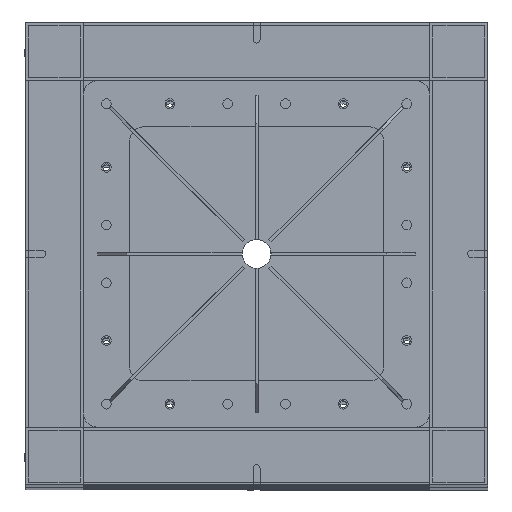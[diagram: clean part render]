
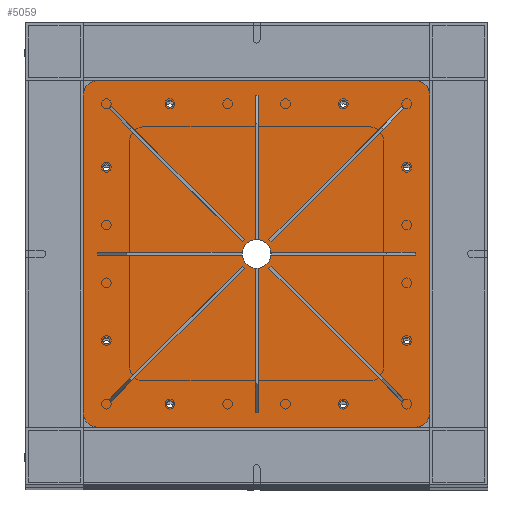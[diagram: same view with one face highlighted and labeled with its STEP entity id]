
A CAD part, top view. The second image highlights one B-rep face of the part: STEP entity #5059.
In plain terms, the highlighted face is planar.
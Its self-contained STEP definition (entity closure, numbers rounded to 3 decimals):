
#4301=CARTESIAN_POINT('Vertex',(69.469,294.248,-20.)) ;
#4315=CARTESIAN_POINT('Vertex',(90.531,305.754,-20.)) ;
#4318=CARTESIAN_POINT('Axis2P3D Location',(80.,300.001,-20.)) ;
#4335=CARTESIAN_POINT('Axis2P3D Location',(80.,300.001,-20.)) ;
#4358=CARTESIAN_POINT('Vertex',(69.469,894.248,-20.)) ;
#4372=CARTESIAN_POINT('Vertex',(90.531,905.754,-20.)) ;
#4375=CARTESIAN_POINT('Axis2P3D Location',(80.,900.001,-20.)) ;
#4392=CARTESIAN_POINT('Axis2P3D Location',(80.,900.001,-20.)) ;
#4415=CARTESIAN_POINT('Vertex',(305.752,69.469,-20.)) ;
#4429=CARTESIAN_POINT('Vertex',(294.246,90.531,-20.)) ;
#4432=CARTESIAN_POINT('Axis2P3D Location',(299.999,80.,-20.)) ;
#4449=CARTESIAN_POINT('Axis2P3D Location',(299.999,80.,-20.)) ;
#4472=CARTESIAN_POINT('Vertex',(905.752,69.469,-20.)) ;
#4486=CARTESIAN_POINT('Vertex',(894.246,90.531,-20.)) ;
#4489=CARTESIAN_POINT('Axis2P3D Location',(899.999,80.,-20.)) ;
#4506=CARTESIAN_POINT('Axis2P3D Location',(899.999,80.,-20.)) ;
#4529=CARTESIAN_POINT('Vertex',(1130.531,305.752,-20.)) ;
#4543=CARTESIAN_POINT('Vertex',(1109.469,294.246,-20.)) ;
#4546=CARTESIAN_POINT('Axis2P3D Location',(1120.,299.999,-20.)) ;
#4563=CARTESIAN_POINT('Axis2P3D Location',(1120.,299.999,-20.)) ;
#4586=CARTESIAN_POINT('Vertex',(1130.531,905.752,-20.)) ;
#4600=CARTESIAN_POINT('Vertex',(1109.469,894.246,-20.)) ;
#4603=CARTESIAN_POINT('Axis2P3D Location',(1120.,899.999,-20.)) ;
#4620=CARTESIAN_POINT('Axis2P3D Location',(1120.,899.999,-20.)) ;
#4643=CARTESIAN_POINT('Vertex',(894.248,1130.531,-20.)) ;
#4657=CARTESIAN_POINT('Vertex',(905.754,1109.469,-20.)) ;
#4660=CARTESIAN_POINT('Axis2P3D Location',(900.001,1120.,-20.)) ;
#4677=CARTESIAN_POINT('Axis2P3D Location',(900.001,1120.,-20.)) ;
#4700=CARTESIAN_POINT('Vertex',(294.248,1130.531,-20.)) ;
#4714=CARTESIAN_POINT('Vertex',(305.754,1109.469,-20.)) ;
#4717=CARTESIAN_POINT('Axis2P3D Location',(300.001,1120.,-20.)) ;
#4734=CARTESIAN_POINT('Axis2P3D Location',(300.001,1120.,-20.)) ;
#4751=CARTESIAN_POINT('Axis2P3D Location',(50.,50.,-20.)) ;
#4755=CARTESIAN_POINT('Vertex',(0.,50.,-20.)) ;
#4757=CARTESIAN_POINT('Vertex',(50.,0.,-20.)) ;
#4797=CARTESIAN_POINT('Vertex',(0.,1150.,-20.)) ;
#4800=CARTESIAN_POINT('Line Origine',(0.,600.,-20.)) ;
#4822=CARTESIAN_POINT('Axis2P3D Location',(50.,1150.,-20.)) ;
#4826=CARTESIAN_POINT('Vertex',(50.,1200.,-20.)) ;
#4859=CARTESIAN_POINT('Vertex',(1150.,1200.,-20.)) ;
#4862=CARTESIAN_POINT('Line Origine',(600.,1200.,-20.)) ;
#4884=CARTESIAN_POINT('Axis2P3D Location',(1150.,1150.,-20.)) ;
#4888=CARTESIAN_POINT('Vertex',(1200.,1150.,-20.)) ;
#4921=CARTESIAN_POINT('Vertex',(1150.,0.,-20.)) ;
#4929=CARTESIAN_POINT('Line Origine',(600.,0.,-20.)) ;
#4952=CARTESIAN_POINT('Vertex',(1200.,50.,-20.)) ;
#4955=CARTESIAN_POINT('Line Origine',(1200.,600.,-20.)) ;
#4977=CARTESIAN_POINT('Axis2P3D Location',(1150.,50.,-20.)) ;
#4994=CARTESIAN_POINT('Axis2P3D Location',(0.,0.,-20.)) ;
#5009=CARTESIAN_POINT('Axis2P3D Location',(600.,600.,-20.)) ;
#5013=CARTESIAN_POINT('Vertex',(550.111,600.,-20.)) ;
#5015=CARTESIAN_POINT('Vertex',(649.889,600.,-20.)) ;
#5018=CARTESIAN_POINT('Axis2P3D Location',(600.,600.,-20.)) ;
#4319=DIRECTION('Axis2P3D Direction',(-0.,0.,1.)) ;
#4336=DIRECTION('Axis2P3D Direction',(-0.,0.,1.)) ;
#4376=DIRECTION('Axis2P3D Direction',(0.,0.,1.)) ;
#4393=DIRECTION('Axis2P3D Direction',(0.,0.,1.)) ;
#4433=DIRECTION('Axis2P3D Direction',(0.,0.,1.)) ;
#4450=DIRECTION('Axis2P3D Direction',(0.,0.,1.)) ;
#4490=DIRECTION('Axis2P3D Direction',(0.,0.,1.)) ;
#4507=DIRECTION('Axis2P3D Direction',(0.,0.,1.)) ;
#4547=DIRECTION('Axis2P3D Direction',(0.,0.,1.)) ;
#4564=DIRECTION('Axis2P3D Direction',(0.,0.,1.)) ;
#4604=DIRECTION('Axis2P3D Direction',(0.,0.,1.)) ;
#4621=DIRECTION('Axis2P3D Direction',(0.,0.,1.)) ;
#4661=DIRECTION('Axis2P3D Direction',(0.,0.,1.)) ;
#4678=DIRECTION('Axis2P3D Direction',(0.,0.,1.)) ;
#4718=DIRECTION('Axis2P3D Direction',(0.,0.,1.)) ;
#4735=DIRECTION('Axis2P3D Direction',(0.,0.,1.)) ;
#4752=DIRECTION('Axis2P3D Direction',(0.,0.,-1.)) ;
#4801=DIRECTION('Vector Direction',(0.,-1.,0.)) ;
#4823=DIRECTION('Axis2P3D Direction',(0.,0.,-1.)) ;
#4863=DIRECTION('Vector Direction',(-1.,0.,0.)) ;
#4885=DIRECTION('Axis2P3D Direction',(0.,0.,-1.)) ;
#4930=DIRECTION('Vector Direction',(1.,0.,0.)) ;
#4956=DIRECTION('Vector Direction',(0.,1.,0.)) ;
#4978=DIRECTION('Axis2P3D Direction',(0.,0.,-1.)) ;
#4995=DIRECTION('Axis2P3D Direction',(0.,0.,1.)) ;
#4996=DIRECTION('Axis2P3D XDirection',(1.,0.,0.)) ;
#5010=DIRECTION('Axis2P3D Direction',(0.,0.,1.)) ;
#5019=DIRECTION('Axis2P3D Direction',(0.,0.,1.)) ;
#4320=AXIS2_PLACEMENT_3D('Circle Axis2P3D',#4318,#4319,$) ;
#4337=AXIS2_PLACEMENT_3D('Circle Axis2P3D',#4335,#4336,$) ;
#4377=AXIS2_PLACEMENT_3D('Circle Axis2P3D',#4375,#4376,$) ;
#4394=AXIS2_PLACEMENT_3D('Circle Axis2P3D',#4392,#4393,$) ;
#4434=AXIS2_PLACEMENT_3D('Circle Axis2P3D',#4432,#4433,$) ;
#4451=AXIS2_PLACEMENT_3D('Circle Axis2P3D',#4449,#4450,$) ;
#4491=AXIS2_PLACEMENT_3D('Circle Axis2P3D',#4489,#4490,$) ;
#4508=AXIS2_PLACEMENT_3D('Circle Axis2P3D',#4506,#4507,$) ;
#4548=AXIS2_PLACEMENT_3D('Circle Axis2P3D',#4546,#4547,$) ;
#4565=AXIS2_PLACEMENT_3D('Circle Axis2P3D',#4563,#4564,$) ;
#4605=AXIS2_PLACEMENT_3D('Circle Axis2P3D',#4603,#4604,$) ;
#4622=AXIS2_PLACEMENT_3D('Circle Axis2P3D',#4620,#4621,$) ;
#4662=AXIS2_PLACEMENT_3D('Circle Axis2P3D',#4660,#4661,$) ;
#4679=AXIS2_PLACEMENT_3D('Circle Axis2P3D',#4677,#4678,$) ;
#4719=AXIS2_PLACEMENT_3D('Circle Axis2P3D',#4717,#4718,$) ;
#4736=AXIS2_PLACEMENT_3D('Circle Axis2P3D',#4734,#4735,$) ;
#4753=AXIS2_PLACEMENT_3D('Circle Axis2P3D',#4751,#4752,$) ;
#4824=AXIS2_PLACEMENT_3D('Circle Axis2P3D',#4822,#4823,$) ;
#4886=AXIS2_PLACEMENT_3D('Circle Axis2P3D',#4884,#4885,$) ;
#4979=AXIS2_PLACEMENT_3D('Circle Axis2P3D',#4977,#4978,$) ;
#4997=AXIS2_PLACEMENT_3D('Plane Axis2P3D',#4994,#4995,#4996) ;
#5011=AXIS2_PLACEMENT_3D('Circle Axis2P3D',#5009,#5010,$) ;
#5020=AXIS2_PLACEMENT_3D('Circle Axis2P3D',#5018,#5019,$) ;
#5000=ORIENTED_EDGE('',*,*,#4981,.F.) ;
#5001=ORIENTED_EDGE('',*,*,#4933,.F.) ;
#5002=ORIENTED_EDGE('',*,*,#4759,.F.) ;
#5003=ORIENTED_EDGE('',*,*,#4804,.F.) ;
#5004=ORIENTED_EDGE('',*,*,#4828,.F.) ;
#5005=ORIENTED_EDGE('',*,*,#4866,.F.) ;
#5006=ORIENTED_EDGE('',*,*,#4890,.F.) ;
#5007=ORIENTED_EDGE('',*,*,#4959,.F.) ;
#5024=ORIENTED_EDGE('',*,*,#5017,.T.) ;
#5025=ORIENTED_EDGE('',*,*,#5022,.T.) ;
#5028=ORIENTED_EDGE('',*,*,#4453,.T.) ;
#5029=ORIENTED_EDGE('',*,*,#4436,.T.) ;
#5032=ORIENTED_EDGE('',*,*,#4396,.T.) ;
#5033=ORIENTED_EDGE('',*,*,#4379,.T.) ;
#5036=ORIENTED_EDGE('',*,*,#4322,.T.) ;
#5037=ORIENTED_EDGE('',*,*,#4339,.T.) ;
#5040=ORIENTED_EDGE('',*,*,#4510,.T.) ;
#5041=ORIENTED_EDGE('',*,*,#4493,.T.) ;
#5044=ORIENTED_EDGE('',*,*,#4567,.T.) ;
#5045=ORIENTED_EDGE('',*,*,#4550,.T.) ;
#5048=ORIENTED_EDGE('',*,*,#4624,.T.) ;
#5049=ORIENTED_EDGE('',*,*,#4607,.T.) ;
#5052=ORIENTED_EDGE('',*,*,#4681,.T.) ;
#5053=ORIENTED_EDGE('',*,*,#4664,.T.) ;
#5056=ORIENTED_EDGE('',*,*,#4738,.T.) ;
#5057=ORIENTED_EDGE('',*,*,#4721,.T.) ;
#5026=FACE_BOUND('',#5023,.T.) ;
#5030=FACE_BOUND('',#5027,.T.) ;
#5034=FACE_BOUND('',#5031,.T.) ;
#5038=FACE_BOUND('',#5035,.T.) ;
#5042=FACE_BOUND('',#5039,.T.) ;
#5046=FACE_BOUND('',#5043,.T.) ;
#5050=FACE_BOUND('',#5047,.T.) ;
#5054=FACE_BOUND('',#5051,.T.) ;
#5058=FACE_BOUND('',#5055,.T.) ;
#4802=VECTOR('Line Direction',#4801,1.) ;
#4864=VECTOR('Line Direction',#4863,1.) ;
#4931=VECTOR('Line Direction',#4930,1.) ;
#4957=VECTOR('Line Direction',#4956,1.) ;
#5059=ADVANCED_FACE('\X2\96F64EF651E04F554F53\X0\',(#5008,#5026,#5030,#5034,#5038,#5042,#5046,#5050,#5054,#5058),#4998,.F.) ;
#4321=CIRCLE('generated circle',#4320,12.) ;
#4338=CIRCLE('generated circle',#4337,12.) ;
#4378=CIRCLE('generated circle',#4377,12.) ;
#4395=CIRCLE('generated circle',#4394,12.) ;
#4435=CIRCLE('generated circle',#4434,12.) ;
#4452=CIRCLE('generated circle',#4451,12.) ;
#4492=CIRCLE('generated circle',#4491,12.) ;
#4509=CIRCLE('generated circle',#4508,12.) ;
#4549=CIRCLE('generated circle',#4548,12.) ;
#4566=CIRCLE('generated circle',#4565,12.) ;
#4606=CIRCLE('generated circle',#4605,12.) ;
#4623=CIRCLE('generated circle',#4622,12.) ;
#4663=CIRCLE('generated circle',#4662,12.) ;
#4680=CIRCLE('generated circle',#4679,12.) ;
#4720=CIRCLE('generated circle',#4719,12.) ;
#4737=CIRCLE('generated circle',#4736,12.) ;
#4754=CIRCLE('generated circle',#4753,50.) ;
#4825=CIRCLE('generated circle',#4824,50.) ;
#4887=CIRCLE('generated circle',#4886,50.) ;
#4980=CIRCLE('generated circle',#4979,50.) ;
#5012=CIRCLE('generated circle',#5011,49.889) ;
#5021=CIRCLE('generated circle',#5020,49.889) ;
#4322=EDGE_CURVE('',#4302,#4316,#4321,.T.) ;
#4339=EDGE_CURVE('',#4316,#4302,#4338,.T.) ;
#4379=EDGE_CURVE('',#4359,#4373,#4378,.T.) ;
#4396=EDGE_CURVE('',#4373,#4359,#4395,.T.) ;
#4436=EDGE_CURVE('',#4416,#4430,#4435,.T.) ;
#4453=EDGE_CURVE('',#4430,#4416,#4452,.T.) ;
#4493=EDGE_CURVE('',#4473,#4487,#4492,.T.) ;
#4510=EDGE_CURVE('',#4487,#4473,#4509,.T.) ;
#4550=EDGE_CURVE('',#4530,#4544,#4549,.T.) ;
#4567=EDGE_CURVE('',#4544,#4530,#4566,.T.) ;
#4607=EDGE_CURVE('',#4587,#4601,#4606,.T.) ;
#4624=EDGE_CURVE('',#4601,#4587,#4623,.T.) ;
#4664=EDGE_CURVE('',#4644,#4658,#4663,.T.) ;
#4681=EDGE_CURVE('',#4658,#4644,#4680,.T.) ;
#4721=EDGE_CURVE('',#4701,#4715,#4720,.T.) ;
#4738=EDGE_CURVE('',#4715,#4701,#4737,.T.) ;
#4759=EDGE_CURVE('',#4756,#4758,#4754,.F.) ;
#4804=EDGE_CURVE('',#4798,#4756,#4803,.T.) ;
#4828=EDGE_CURVE('',#4827,#4798,#4825,.F.) ;
#4866=EDGE_CURVE('',#4860,#4827,#4865,.T.) ;
#4890=EDGE_CURVE('',#4889,#4860,#4887,.F.) ;
#4933=EDGE_CURVE('',#4758,#4922,#4932,.T.) ;
#4959=EDGE_CURVE('',#4953,#4889,#4958,.T.) ;
#4981=EDGE_CURVE('',#4922,#4953,#4980,.F.) ;
#5017=EDGE_CURVE('',#5014,#5016,#5012,.T.) ;
#5022=EDGE_CURVE('',#5016,#5014,#5021,.T.) ;
#4999=EDGE_LOOP('',(#5000,#5001,#5002,#5003,#5004,#5005,#5006,#5007)) ;
#5023=EDGE_LOOP('',(#5024,#5025)) ;
#5027=EDGE_LOOP('',(#5028,#5029)) ;
#5031=EDGE_LOOP('',(#5032,#5033)) ;
#5035=EDGE_LOOP('',(#5036,#5037)) ;
#5039=EDGE_LOOP('',(#5040,#5041)) ;
#5043=EDGE_LOOP('',(#5044,#5045)) ;
#5047=EDGE_LOOP('',(#5048,#5049)) ;
#5051=EDGE_LOOP('',(#5052,#5053)) ;
#5055=EDGE_LOOP('',(#5056,#5057)) ;
#5008=FACE_OUTER_BOUND('',#4999,.T.) ;
#4803=LINE('Line',#4800,#4802) ;
#4865=LINE('Line',#4862,#4864) ;
#4932=LINE('Line',#4929,#4931) ;
#4958=LINE('Line',#4955,#4957) ;
#4998=PLANE('Plane',#4997) ;
#4302=VERTEX_POINT('',#4301) ;
#4316=VERTEX_POINT('',#4315) ;
#4359=VERTEX_POINT('',#4358) ;
#4373=VERTEX_POINT('',#4372) ;
#4416=VERTEX_POINT('',#4415) ;
#4430=VERTEX_POINT('',#4429) ;
#4473=VERTEX_POINT('',#4472) ;
#4487=VERTEX_POINT('',#4486) ;
#4530=VERTEX_POINT('',#4529) ;
#4544=VERTEX_POINT('',#4543) ;
#4587=VERTEX_POINT('',#4586) ;
#4601=VERTEX_POINT('',#4600) ;
#4644=VERTEX_POINT('',#4643) ;
#4658=VERTEX_POINT('',#4657) ;
#4701=VERTEX_POINT('',#4700) ;
#4715=VERTEX_POINT('',#4714) ;
#4756=VERTEX_POINT('',#4755) ;
#4758=VERTEX_POINT('',#4757) ;
#4798=VERTEX_POINT('',#4797) ;
#4827=VERTEX_POINT('',#4826) ;
#4860=VERTEX_POINT('',#4859) ;
#4889=VERTEX_POINT('',#4888) ;
#4922=VERTEX_POINT('',#4921) ;
#4953=VERTEX_POINT('',#4952) ;
#5014=VERTEX_POINT('',#5013) ;
#5016=VERTEX_POINT('',#5015) ;
